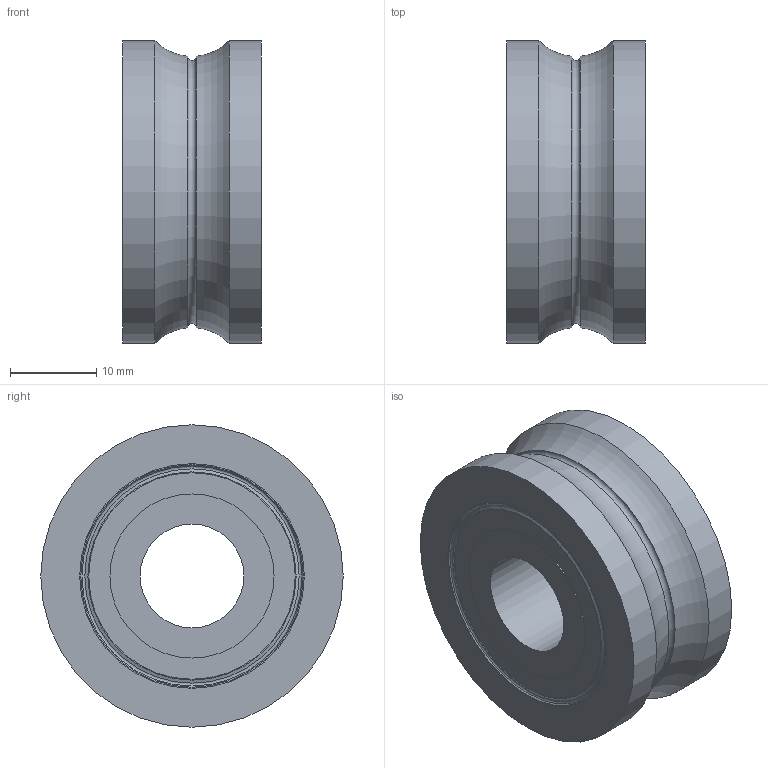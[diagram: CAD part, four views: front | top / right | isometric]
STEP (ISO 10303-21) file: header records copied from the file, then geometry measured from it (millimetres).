
FILE_DESCRIPTION(/* description */ (''),/* implementation_level */ '2;1');
FILE_NAME(/* name */ '83-012-0.step',/* time_stamp */ '2022-02-28T11:22:21-05:00',/* author */ (''),/* organization */ (''),/* preprocessor_version */ 'ST-DEVELOPER v18.1',/* originating_system */ 'Autodesk Translation Framework v10.13.0.1454',/* authorisation */ '');
FILE_SCHEMA (('AUTOMOTIVE_DESIGN { 1 0 10303 214 3 1 1 }'));
Length unit declared in the file: millimetre
Products named in the file (1): 83-012-0 - 084.529.003
Bounding box: 16 x 35 x 35 mm (x, y, z)
Volume: 9915 mm3; surface area: 8441.1 mm2
Topology: 5 solids, 5 shells, 37 faces, 70 edges, 43 vertices
Faces by surface type: torus 10, plane 10, cylinder 9, cone 8
Full cylindrical faces by diameter (mm): 12 x1, 19 x4, 26 x2, 35 x2
Entity records: 1014 total; most frequent: DIRECTION 199, CARTESIAN_POINT 151, ORIENTED_EDGE 140, AXIS2_PLACEMENT_3D 91, EDGE_CURVE 70, CIRCLE 53, EDGE_LOOP 47, VERTEX_POINT 43
